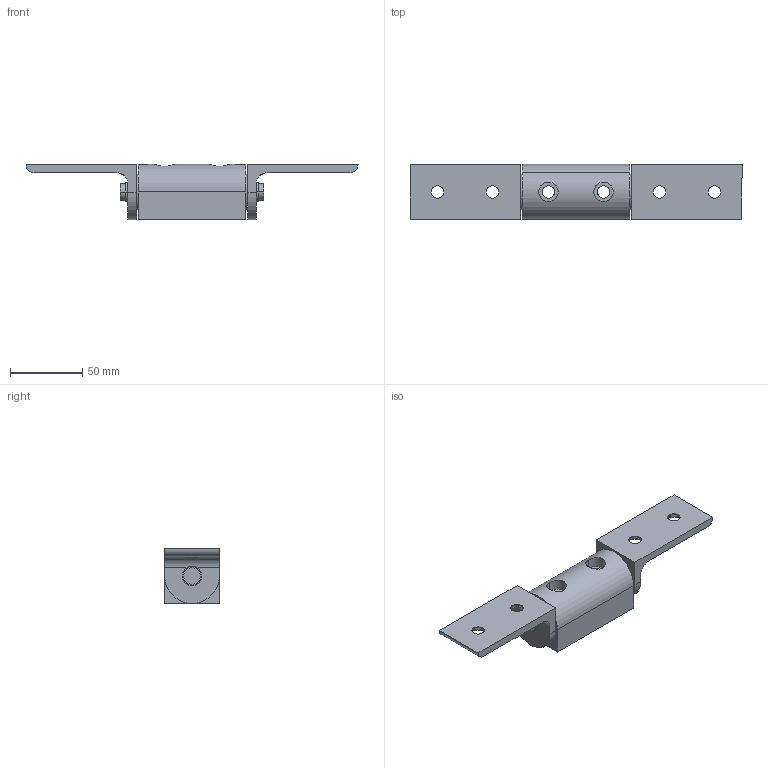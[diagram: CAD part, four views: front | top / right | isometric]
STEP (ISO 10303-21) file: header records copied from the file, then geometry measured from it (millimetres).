
FILE_DESCRIPTION((''),'2;1');
FILE_NAME('15HI8834.stp','2006-03-13T15:34:38',('Shawn Mantel'),('Faztek, LLC'),'Mechanical Desktop 2005','Mechanical Desktop 2005',', , ');
FILE_SCHEMA(('CONFIG_CONTROL_DESIGN'));
Length unit declared in the file: inch
Products named in the file (1): Product
Bounding box: 229.82 x 38.1 x 38.1 mm (x, y, z)
Volume: 133367.1 mm3; surface area: 39957.4 mm2
Topology: 15 solids, 15 shells, 145 faces, 339 edges, 222 vertices
Faces by surface type: cylinder 84, plane 41, cone 12, bspline 8
Entity records: 4954 total; most frequent: CARTESIAN_POINT 1365, DIRECTION 777, ORIENTED_EDGE 678, EDGE_CURVE 339, AXIS2_PLACEMENT_3D 320, VERTEX_POINT 222, CIRCLE 182, EDGE_LOOP 181
